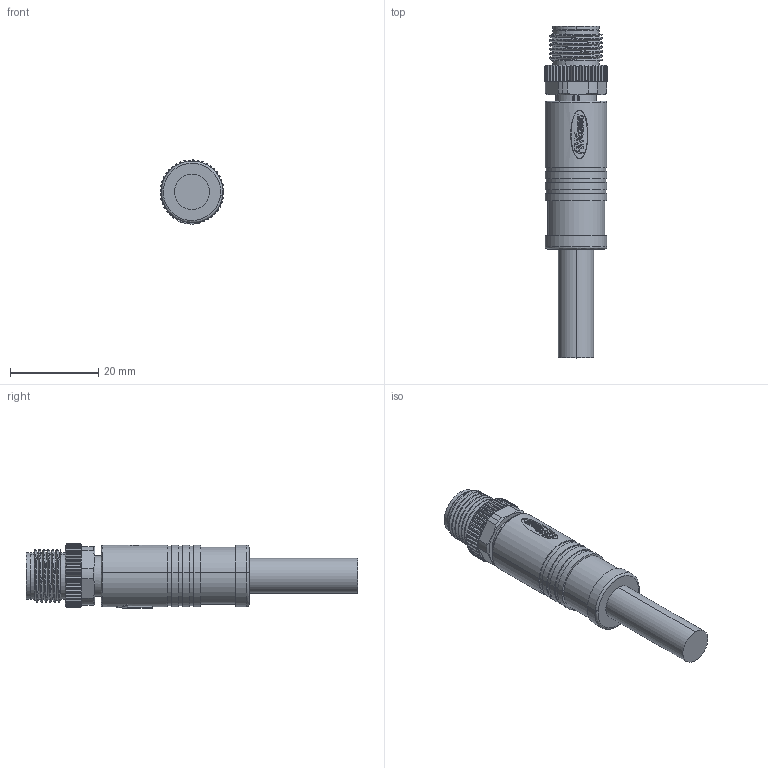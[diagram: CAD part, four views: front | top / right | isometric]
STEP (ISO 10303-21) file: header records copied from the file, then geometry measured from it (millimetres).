
FILE_DESCRIPTION (( 'STEP AP203' ), '1' );
FILE_NAME ('P141.STEP', '2020-05-12T02:18:01', ( 'edpusr' ), ( 'Microsoft' ), 'SwSTEP 2.0', 'SolidWorks 2015', '' );
FILE_SCHEMA (( 'CONFIG_CONTROL_DESIGN' ));
Length unit declared in the file: millimetre
Products named in the file (1): P141
Bounding box: 14.49 x 75.3 x 14.55 mm (x, y, z)
Volume: 7690.1 mm3; surface area: 6559.6 mm2
Topology: 1 solids, 23 shells, 1253 faces, 3247 edges, 2083 vertices
Faces by surface type: cylinder 418, plane 398, cone 229, bspline 188, sphere 12, torus 8
Entity records: 46091 total; most frequent: CARTESIAN_POINT 16615, ORIENTED_EDGE 6446, DIRECTION 5695, EDGE_CURVE 3223, AXIS2_PLACEMENT_3D 2180, VERTEX_POINT 2075, EDGE_LOOP 1364, LINE 1335
